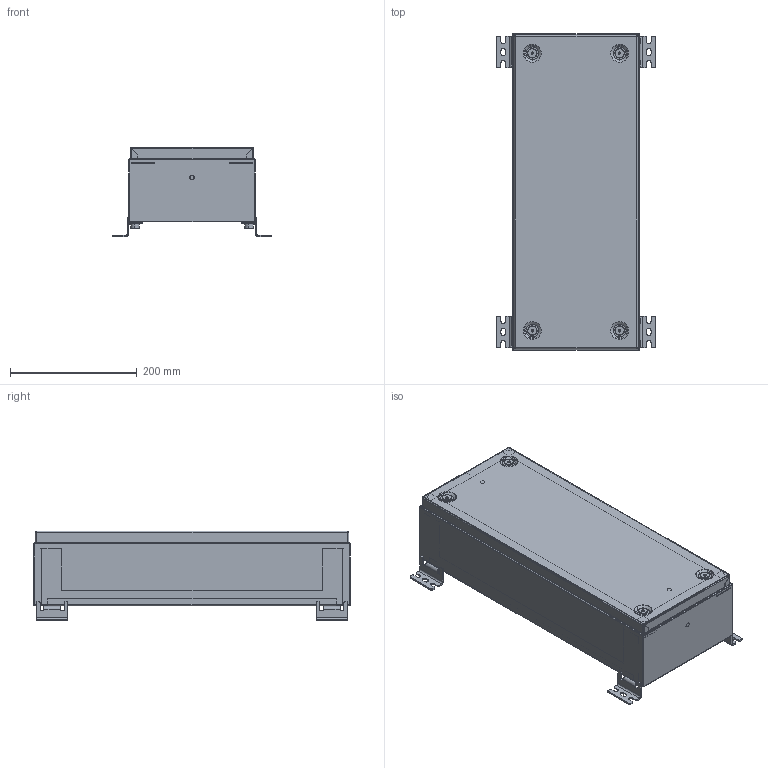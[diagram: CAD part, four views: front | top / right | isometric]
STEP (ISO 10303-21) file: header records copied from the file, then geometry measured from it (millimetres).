
FILE_DESCRIPTION (( 'STEP AP214' ), '1' );
FILE_NAME ('ÊÒ.312.512 Êëåììíàÿ êîðîáêà W200H500D120.STEP', '2024-04-23T09:48:22', ( '' ), ( '' ), 'SwSTEP 2.0', 'SolidWorks 2021', '' );
FILE_SCHEMA (( 'AUTOMOTIVE_DESIGN' ));
Length unit declared in the file: millimetre
Products named in the file (15): Âèíò Ì6õ25 ìåáåëüíûé; Çàêëåïêà ðåçüáîâàÿ Ì8 øåñòèãðàííàÿ ñ óìåíüøåííûì áîðòîì; ÊÒ.312.512.10.03 Ðàìà ìîíòàæíîé ïàíåëè H500; ÊÒ.312.512.10.01 Êîðïóñ øêàôà W200H500D120; ÊÒ.312.512.20.01 Êðûøêà äâåðíàÿ W200H500; Ãàñêåòèíã W200H500; ÊÒ.312.512 Êëåììíàÿ êîðîáêà W200H500D120; 471.100 Íàñòåííîå êðåïëåíèå; Çàêëåïêà ðåçüáîâàÿ Ì6 øåñòèãðàííàÿ ñ óìåíüøåííûì áîðòîì; 妈眚 DIN 912-󋔊0-Zn; Øïèëüêà ïðèâàðíàÿ Ì6õ16; ÊÒ.312.512.20.00 Êðûøêà ïåðåäíÿÿ; ÊÒ.312.512 ÑÁ Êàðêàñ øêàôà; 室.312.512.10.02 署赅 W200D120; 室.312.512.10.02 蚜 署赅
Assembly tree (33 placements, depth 4):
  ÊÒ.312.512 Êëåììíàÿ êîðîáêà W200H500D120
    ÊÒ.312.512 ÑÁ Êàðêàñ øêàôà
      ÊÒ.312.512.10.01 Êîðïóñ øêàôà W200H500D120
      室.312.512.10.02 蚜 署赅  x2
        室.312.512.10.02 署赅 W200D120
        Øïèëüêà ïðèâàðíàÿ Ì6õ16
      ÊÒ.312.512.10.03 Ðàìà ìîíòàæíîé ïàíåëè H500  x2
    ÊÒ.312.512.20.00 Êðûøêà ïåðåäíÿÿ
      ÊÒ.312.512.20.01 Êðûøêà äâåðíàÿ W200H500
      Ãàñêåòèíã W200H500
      Øïèëüêà ïðèâàðíàÿ Ì6õ16  x2
    Çàêëåïêà ðåçüáîâàÿ Ì6 øåñòèãðàííàÿ ñ óìåíüøåííûì áîðòîì  x4
    Çàêëåïêà ðåçüáîâàÿ Ì8 øåñòèãðàííàÿ ñ óìåíüøåííûì áîðòîì  x4
    471.100 Íàñòåííîå êðåïëåíèå  x4
    妈眚 DIN 912-󋔊0-Zn  x4
    Âèíò Ì6õ25 ìåáåëüíûé  x4
Bounding box: 252 x 500 x 141.6 mm (x, y, z)
Volume: 626647.5 mm3; surface area: 989747.8 mm2
Topology: 31 solids, 31 shells, 1693 faces, 4313 edges, 2700 vertices
Faces by surface type: cylinder 789, plane 717, cone 131, bspline 28, torus 28
Entity records: 27866 total; most frequent: CARTESIAN_POINT 11033, ORIENTED_EDGE 3404, DIRECTION 3343, EDGE_CURVE 1702, AXIS2_PLACEMENT_3D 1167, VERTEX_POINT 1062, VECTOR 1009, LINE 1009
